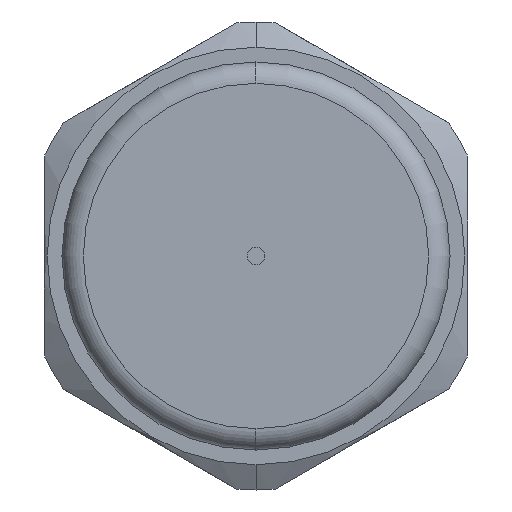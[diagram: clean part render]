
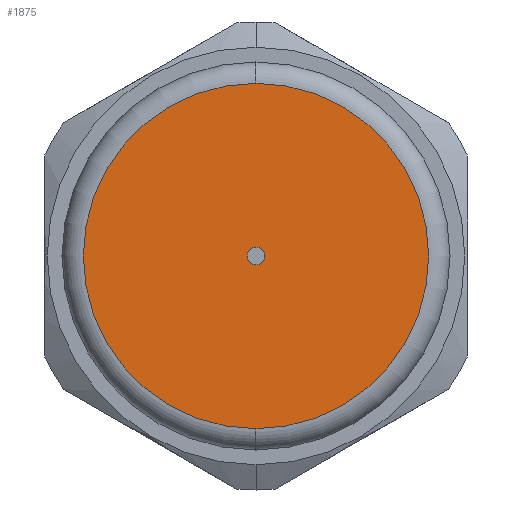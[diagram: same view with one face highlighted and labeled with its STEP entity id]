
A CAD part, left-side view. The second image highlights one B-rep face of the part: STEP entity #1875.
In plain terms, the highlighted planar face has unit normal (-1, 0, 0).
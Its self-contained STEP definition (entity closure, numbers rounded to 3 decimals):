
#14 = CARTESIAN_POINT ( 'NONE',  ( -23., 0., 11.658 ) ) ;
#118 = DIRECTION ( 'NONE',  ( 1., 0., 0. ) ) ;
#155 = PLANE ( 'NONE',  #3721 ) ;
#188 = CIRCLE ( 'NONE', #318, 11.658 ) ;
#318 = AXIS2_PLACEMENT_3D ( 'NONE', #7298, #118, #4310 ) ;
#437 = DIRECTION ( 'NONE',  ( 0., 0., -1. ) ) ;
#785 = DIRECTION ( 'NONE',  ( 0., 0., 1. ) ) ;
#813 = ORIENTED_EDGE ( 'NONE', *, *, #3929, .T. ) ;
#1074 = DIRECTION ( 'NONE',  ( 1., 0., 0. ) ) ;
#1612 = CARTESIAN_POINT ( 'NONE',  ( -23., 0., 0. ) ) ;
#1738 = ORIENTED_EDGE ( 'NONE', *, *, #6201, .T. ) ;
#1753 = EDGE_LOOP ( 'NONE', ( #813, #1738 ) ) ;
#1825 = CARTESIAN_POINT ( 'NONE',  ( -23., 0., -11.658 ) ) ;
#1832 = CARTESIAN_POINT ( 'NONE',  ( -23., 0., 0. ) ) ;
#1875 = ADVANCED_FACE ( 'NONE', ( #3151, #6394 ), #155, .T. ) ;
#1957 = VERTEX_POINT ( 'NONE', #2471 ) ;
#2471 = CARTESIAN_POINT ( 'NONE',  ( -23., 0., 0.6 ) ) ;
#2485 = AXIS2_PLACEMENT_3D ( 'NONE', #5541, #2583, #6768 ) ;
#2583 = DIRECTION ( 'NONE',  ( 1., 0., 0. ) ) ;
#2591 = EDGE_LOOP ( 'NONE', ( #7268, #7481 ) ) ;
#2730 = CIRCLE ( 'NONE', #7538, 0.6 ) ;
#2918 = EDGE_CURVE ( 'NONE', #3895, #3157, #188, .T. ) ;
#3072 = DIRECTION ( 'NONE',  ( 1., 0., 0. ) ) ;
#3151 = FACE_BOUND ( 'NONE', #1753, .T. ) ;
#3157 = VERTEX_POINT ( 'NONE', #1825 ) ;
#3662 = CARTESIAN_POINT ( 'NONE',  ( -23., 0., -0.6 ) ) ;
#3721 = AXIS2_PLACEMENT_3D ( 'NONE', #4995, #4429, #785 ) ;
#3895 = VERTEX_POINT ( 'NONE', #14 ) ;
#3929 = EDGE_CURVE ( 'NONE', #6736, #1957, #2730, .T. ) ;
#4104 = EDGE_CURVE ( 'NONE', #3157, #3895, #4316, .T. ) ;
#4310 = DIRECTION ( 'NONE',  ( 0., 0., -1. ) ) ;
#4316 = CIRCLE ( 'NONE', #6430, 11.658 ) ;
#4429 = DIRECTION ( 'NONE',  ( -1., 0., 0. ) ) ;
#4995 = CARTESIAN_POINT ( 'NONE',  ( -23., 0., -0.6 ) ) ;
#5541 = CARTESIAN_POINT ( 'NONE',  ( -23., 0., 0. ) ) ;
#5974 = CIRCLE ( 'NONE', #2485, 0.6 ) ;
#6201 = EDGE_CURVE ( 'NONE', #1957, #6736, #5974, .T. ) ;
#6394 = FACE_OUTER_BOUND ( 'NONE', #2591, .T. ) ;
#6430 = AXIS2_PLACEMENT_3D ( 'NONE', #1612, #1074, #437 ) ;
#6582 = DIRECTION ( 'NONE',  ( 0., 0., -1. ) ) ;
#6736 = VERTEX_POINT ( 'NONE', #3662 ) ;
#6768 = DIRECTION ( 'NONE',  ( 0., 0., -1. ) ) ;
#7268 = ORIENTED_EDGE ( 'NONE', *, *, #4104, .F. ) ;
#7298 = CARTESIAN_POINT ( 'NONE',  ( -23., 0., 0. ) ) ;
#7481 = ORIENTED_EDGE ( 'NONE', *, *, #2918, .F. ) ;
#7538 = AXIS2_PLACEMENT_3D ( 'NONE', #1832, #3072, #6582 ) ;
